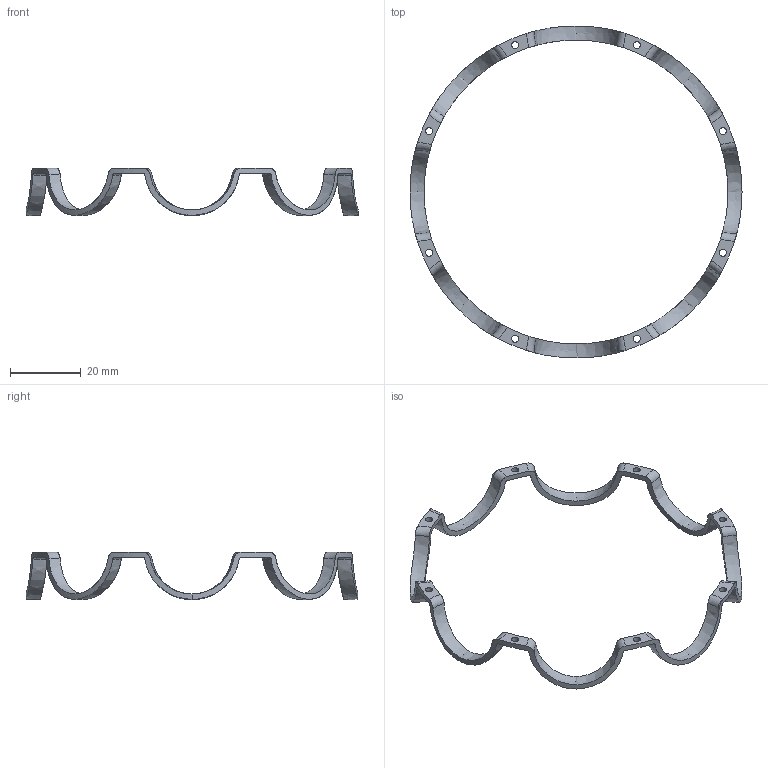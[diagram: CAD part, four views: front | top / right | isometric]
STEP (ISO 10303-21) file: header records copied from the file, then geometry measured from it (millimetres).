
FILE_DESCRIPTION (( 'STEP AP203' ), '1' );
FILE_NAME ('Solidworks_Symetric_Indent_Chain.STEP', '2025-09-14T23:11:17', ( '' ), ( '' ), 'SwSTEP 2.0', 'SolidWorks 2023', '' );
FILE_SCHEMA (( 'CONFIG_CONTROL_DESIGN' ));
Length unit declared in the file: millimetre
Products named in the file (1): Solidworks_Symetric_Indent_Chain
Bounding box: 94 x 94 x 13.5 mm (x, y, z)
Volume: 2258.1 mm3; surface area: 4229.6 mm2
Topology: 1 solids, 1 shells, 88 faces, 310 edges, 206 vertices
Faces by surface type: torus 36, cylinder 20, plane 16, sphere 16
Entity records: 4939 total; most frequent: CARTESIAN_POINT 2527, ORIENTED_EDGE 528, DIRECTION 470, EDGE_CURVE 264, AXIS2_PLACEMENT_3D 225, VERTEX_POINT 176, CIRCLE 136, B_SPLINE_CURVE_WITH_KNOTS 108
